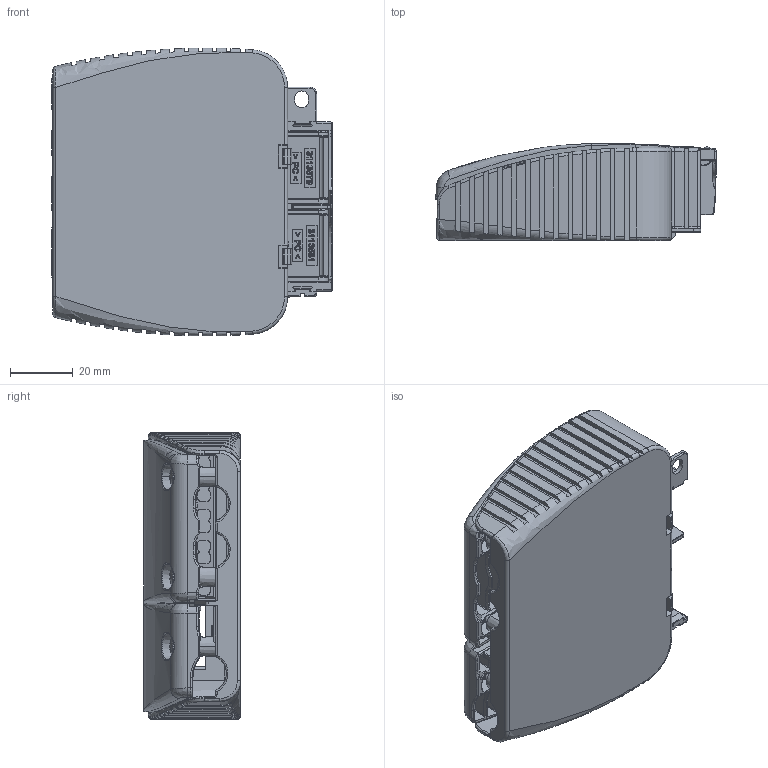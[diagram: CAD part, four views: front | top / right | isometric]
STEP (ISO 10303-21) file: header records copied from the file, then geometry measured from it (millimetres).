
FILE_DESCRIPTION (( 'STEP AP214' ), '1' );
FILE_NAME ('CC_B-Style-TL.STEP', '2019-07-15T08:19:36', ( '' ), ( '' ), 'SwSTEP 2.0', 'SolidWorks 2017', '' );
FILE_SCHEMA (( 'AUTOMOTIVE_DESIGN' ));
Length unit declared in the file: millimetre
Products named in the file (1): CC_B-Style-TL
Bounding box: 89.69 x 31.01 x 92.07 mm (x, y, z)
Volume: 34029.5 mm3; surface area: 68801.8 mm2
Topology: 10 solids, 11 shells, 4942 faces, 13172 edges, 8346 vertices
Faces by surface type: plane 2098, bspline 1235, cylinder 1029, cone 324, torus 142, sphere 114
Entity records: 258292 total; most frequent: CARTESIAN_POINT 92658, ORIENTED_EDGE 26070, DIRECTION 18961, EDGE_CURVE 13035, VERTEX_POINT 8316, LINE 6823, VECTOR 6823, AXIS2_PLACEMENT_3D 6069
